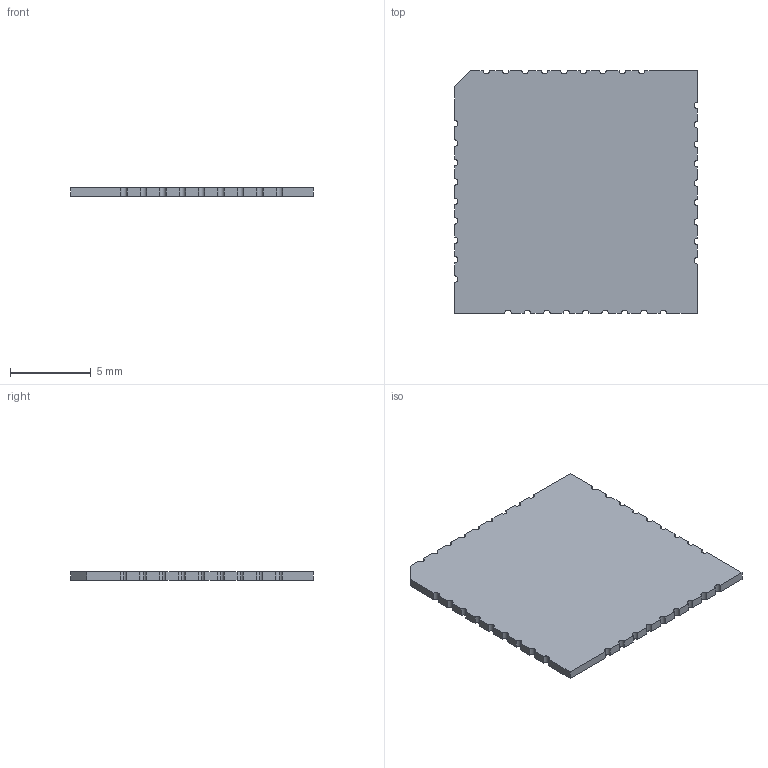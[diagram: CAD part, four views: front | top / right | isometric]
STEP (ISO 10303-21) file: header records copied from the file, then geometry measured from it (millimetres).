
FILE_DESCRIPTION(('KiCad electronic assembly'),'2;1');
FILE_NAME('noname.step','2019-11-05T17:53:31',('An Author'),('A Company' ),'Open CASCADE STEP processor 6.9','KiCad to STEP converter', 'Unknown');
FILE_SCHEMA(('AUTOMOTIVE_DESIGN { 1 0 10303 214 1 1 1 1 }'));
Length unit declared in the file: millimetre
Products named in the file (2): Open CASCADE STEP translator 6.9 1; COMPOUND
Assembly tree (1 placements, depth 2):
  Open CASCADE STEP translator 6.9 1
    COMPOUND
Bounding box: 15 x 15 x 0.5 mm (x, y, z)
Volume: 111.1 mm3; surface area: 478.3 mm2
Topology: 1 solids, 1 shells, 88 faces, 258 edges, 172 vertices
Faces by surface type: cylinder 45, plane 43
Entity records: 6515 total; most frequent: CARTESIAN_POINT 1684, DIRECTION 846, ORIENTED_EDGE 516, PCURVE 516, DEFINITIONAL_REPRESENTATION 516, LINE 486, VECTOR 486, EDGE_CURVE 258
